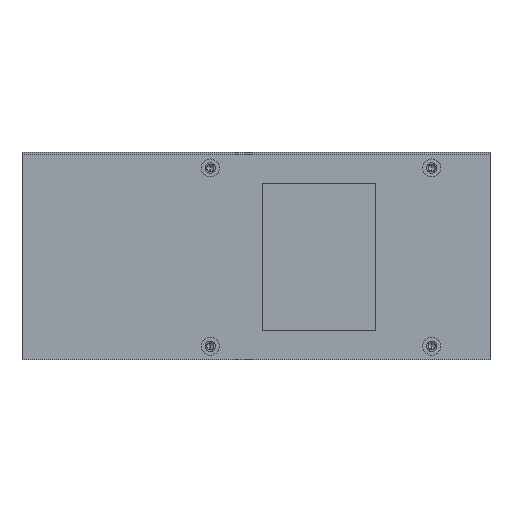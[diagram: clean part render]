
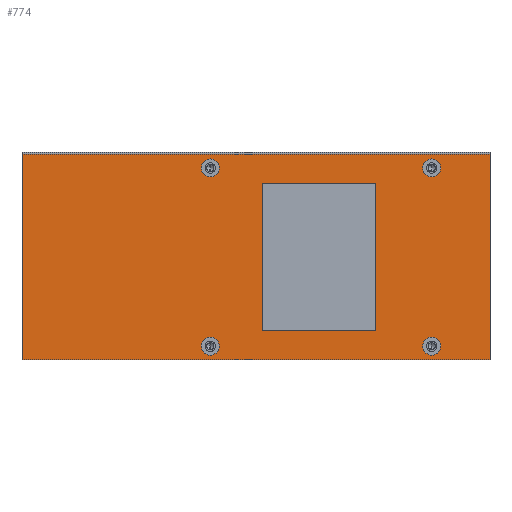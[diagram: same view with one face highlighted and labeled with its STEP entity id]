
A CAD part, front view. The second image highlights one B-rep face of the part: STEP entity #774.
In plain terms, the highlighted planar face has unit normal (0, -1, 0).
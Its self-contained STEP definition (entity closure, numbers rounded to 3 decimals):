
#48 = CIRCLE ( 'NONE', #1206, 2.5 ) ;
#69 = CARTESIAN_POINT ( 'NONE',  ( -12.7, 0., -24.75 ) ) ;
#81 = VERTEX_POINT ( 'NONE', #3656 ) ;
#212 = DIRECTION ( 'NONE',  ( 0., -1., 0. ) ) ;
#231 = DIRECTION ( 'NONE',  ( 0., -1., 0. ) ) ;
#290 = EDGE_LOOP ( 'NONE', ( #3978, #4017 ) ) ;
#323 = EDGE_CURVE ( 'NONE', #350, #3999, #1747, .T. ) ;
#326 = EDGE_LOOP ( 'NONE', ( #3438, #1861, #4782, #5672 ) ) ;
#350 = VERTEX_POINT ( 'NONE', #532 ) ;
#352 = CARTESIAN_POINT ( 'NONE',  ( 1.75, 0., -20.5 ) ) ;
#362 = ORIENTED_EDGE ( 'NONE', *, *, #1392, .F. ) ;
#366 = EDGE_LOOP ( 'NONE', ( #717, #1351, #362, #1687 ) ) ;
#408 = VECTOR ( 'NONE', #4997, 1000. ) ;
#491 = LINE ( 'NONE', #352, #2688 ) ;
#514 = CARTESIAN_POINT ( 'NONE',  ( 1.75, 0., 20.5 ) ) ;
#519 = DIRECTION ( 'NONE',  ( 0., 0., 1. ) ) ;
#532 = CARTESIAN_POINT ( 'NONE',  ( 48.8, 0., -22.25 ) ) ;
#581 = CARTESIAN_POINT ( 'NONE',  ( 65., 0., 28.5 ) ) ;
#717 = ORIENTED_EDGE ( 'NONE', *, *, #1423, .F. ) ;
#758 = EDGE_LOOP ( 'NONE', ( #3101, #5231 ) ) ;
#774 = ADVANCED_FACE ( 'NONE', ( #3338, #5564, #4648, #2143, #4365, #3194 ), #2644, .F. ) ;
#863 = CARTESIAN_POINT ( 'NONE',  ( -12.7, 0., -27.25 ) ) ;
#920 = ORIENTED_EDGE ( 'NONE', *, *, #5102, .F. ) ;
#1021 = CARTESIAN_POINT ( 'NONE',  ( -12.7, 0., 27.25 ) ) ;
#1023 = VERTEX_POINT ( 'NONE', #5600 ) ;
#1073 = DIRECTION ( 'NONE',  ( 0., -1., 0. ) ) ;
#1206 = AXIS2_PLACEMENT_3D ( 'NONE', #3712, #1073, #4168 ) ;
#1212 = AXIS2_PLACEMENT_3D ( 'NONE', #2197, #5305, #2645 ) ;
#1215 = CARTESIAN_POINT ( 'NONE',  ( 33.25, 0., 20.5 ) ) ;
#1312 = CARTESIAN_POINT ( 'NONE',  ( -12.7, 0., 24.75 ) ) ;
#1349 = EDGE_CURVE ( 'NONE', #1992, #4579, #4290, .T. ) ;
#1351 = ORIENTED_EDGE ( 'NONE', *, *, #5472, .F. ) ;
#1392 = EDGE_CURVE ( 'NONE', #3177, #2933, #5197, .T. ) ;
#1401 = EDGE_CURVE ( 'NONE', #1023, #3177, #491, .T. ) ;
#1423 = EDGE_CURVE ( 'NONE', #3428, #1023, #4912, .T. ) ;
#1484 = LINE ( 'NONE', #3600, #1631 ) ;
#1499 = CARTESIAN_POINT ( 'NONE',  ( 33.25, 0., -20.5 ) ) ;
#1516 = DIRECTION ( 'NONE',  ( 0., -1., 0. ) ) ;
#1579 = CARTESIAN_POINT ( 'NONE',  ( 48.8, 0., -27.25 ) ) ;
#1619 = VERTEX_POINT ( 'NONE', #5054 ) ;
#1631 = VECTOR ( 'NONE', #4492, 1000. ) ;
#1664 = VECTOR ( 'NONE', #3855, 1000. ) ;
#1679 = CARTESIAN_POINT ( 'NONE',  ( 1.75, 0., 20.5 ) ) ;
#1687 = ORIENTED_EDGE ( 'NONE', *, *, #1401, .F. ) ;
#1747 = CIRCLE ( 'NONE', #1212, 2.5 ) ;
#1758 = DIRECTION ( 'NONE',  ( 0., 0., 1. ) ) ;
#1795 = AXIS2_PLACEMENT_3D ( 'NONE', #2850, #212, #3290 ) ;
#1861 = ORIENTED_EDGE ( 'NONE', *, *, #1349, .F. ) ;
#1963 = CARTESIAN_POINT ( 'NONE',  ( 65., 0., -28.5 ) ) ;
#1964 = ORIENTED_EDGE ( 'NONE', *, *, #1984, .F. ) ;
#1970 = CARTESIAN_POINT ( 'NONE',  ( -12.7, 0., 22.25 ) ) ;
#1984 = EDGE_CURVE ( 'NONE', #81, #4487, #48, .T. ) ;
#1992 = VERTEX_POINT ( 'NONE', #1963 ) ;
#1993 = EDGE_CURVE ( 'NONE', #2336, #2434, #3434, .T. ) ;
#2143 = FACE_BOUND ( 'NONE', #758, .T. ) ;
#2178 = CARTESIAN_POINT ( 'NONE',  ( -12.7, 0., -22.25 ) ) ;
#2197 = CARTESIAN_POINT ( 'NONE',  ( 48.8, 0., -24.75 ) ) ;
#2209 = DIRECTION ( 'NONE',  ( 0., 1., 0. ) ) ;
#2336 = VERTEX_POINT ( 'NONE', #1021 ) ;
#2394 = CARTESIAN_POINT ( 'NONE',  ( 48.8, 0., -24.75 ) ) ;
#2416 = CIRCLE ( 'NONE', #4481, 2.5 ) ;
#2434 = VERTEX_POINT ( 'NONE', #1970 ) ;
#2552 = VECTOR ( 'NONE', #3014, 1000. ) ;
#2644 = PLANE ( 'NONE',  #4051 ) ;
#2645 = DIRECTION ( 'NONE',  ( 0., 0., 1. ) ) ;
#2662 = CARTESIAN_POINT ( 'NONE',  ( 1.75, 0., 20.5 ) ) ;
#2688 = VECTOR ( 'NONE', #5644, 1000. ) ;
#2692 = EDGE_LOOP ( 'NONE', ( #5470, #920 ) ) ;
#2738 = LINE ( 'NONE', #581, #408 ) ;
#2825 = EDGE_CURVE ( 'NONE', #4487, #81, #3456, .T. ) ;
#2826 = EDGE_CURVE ( 'NONE', #3999, #350, #3590, .T. ) ;
#2846 = DIRECTION ( 'NONE',  ( 0., 0., 1. ) ) ;
#2850 = CARTESIAN_POINT ( 'NONE',  ( -12.7, 0., 24.75 ) ) ;
#2864 = CARTESIAN_POINT ( 'NONE',  ( -12.7, 0., -24.75 ) ) ;
#2865 = EDGE_CURVE ( 'NONE', #5393, #5113, #2416, .T. ) ;
#2933 = VERTEX_POINT ( 'NONE', #3351 ) ;
#2957 = CARTESIAN_POINT ( 'NONE',  ( 65., 0., -28.5 ) ) ;
#2965 = LINE ( 'NONE', #4093, #3997 ) ;
#2981 = VERTEX_POINT ( 'NONE', #5336 ) ;
#3014 = DIRECTION ( 'NONE',  ( 0., 0., -1. ) ) ;
#3029 = AXIS2_PLACEMENT_3D ( 'NONE', #69, #3155, #519 ) ;
#3101 = ORIENTED_EDGE ( 'NONE', *, *, #2865, .F. ) ;
#3155 = DIRECTION ( 'NONE',  ( 0., -1., 0. ) ) ;
#3177 = VERTEX_POINT ( 'NONE', #1499 ) ;
#3194 = FACE_BOUND ( 'NONE', #366, .T. ) ;
#3205 = DIRECTION ( 'NONE',  ( 0., 0., -1. ) ) ;
#3290 = DIRECTION ( 'NONE',  ( 0., 0., 1. ) ) ;
#3296 = LINE ( 'NONE', #2662, #5521 ) ;
#3306 = DIRECTION ( 'NONE',  ( 0., 0., 1. ) ) ;
#3338 = FACE_BOUND ( 'NONE', #290, .T. ) ;
#3351 = CARTESIAN_POINT ( 'NONE',  ( 33.25, 0., 20.5 ) ) ;
#3428 = VERTEX_POINT ( 'NONE', #514 ) ;
#3434 = CIRCLE ( 'NONE', #1795, 2.5 ) ;
#3438 = ORIENTED_EDGE ( 'NONE', *, *, #5142, .F. ) ;
#3456 = CIRCLE ( 'NONE', #5727, 2.5 ) ;
#3530 = EDGE_CURVE ( 'NONE', #2981, #1992, #2965, .T. ) ;
#3590 = CIRCLE ( 'NONE', #4522, 2.5 ) ;
#3600 = CARTESIAN_POINT ( 'NONE',  ( -65., 0., 28.5 ) ) ;
#3656 = CARTESIAN_POINT ( 'NONE',  ( 48.8, 0., 27.25 ) ) ;
#3712 = CARTESIAN_POINT ( 'NONE',  ( 48.8, 0., 24.75 ) ) ;
#3855 = DIRECTION ( 'NONE',  ( 0., 0., 1. ) ) ;
#3978 = ORIENTED_EDGE ( 'NONE', *, *, #323, .F. ) ;
#3980 = CARTESIAN_POINT ( 'NONE',  ( 0., 0., 0. ) ) ;
#3997 = VECTOR ( 'NONE', #3205, 1000. ) ;
#3999 = VERTEX_POINT ( 'NONE', #1579 ) ;
#4017 = ORIENTED_EDGE ( 'NONE', *, *, #2826, .F. ) ;
#4051 = AXIS2_PLACEMENT_3D ( 'NONE', #3980, #2209, #5324 ) ;
#4052 = CIRCLE ( 'NONE', #3029, 2.5 ) ;
#4093 = CARTESIAN_POINT ( 'NONE',  ( 65., 0., 28.5 ) ) ;
#4149 = VECTOR ( 'NONE', #4287, 1000. ) ;
#4164 = CARTESIAN_POINT ( 'NONE',  ( 48.8, 0., 24.75 ) ) ;
#4168 = DIRECTION ( 'NONE',  ( 0., 0., 1. ) ) ;
#4192 = EDGE_LOOP ( 'NONE', ( #1964, #5220 ) ) ;
#4255 = CIRCLE ( 'NONE', #4722, 2.5 ) ;
#4287 = DIRECTION ( 'NONE',  ( -1., 0., 0. ) ) ;
#4290 = LINE ( 'NONE', #2957, #4149 ) ;
#4365 = FACE_OUTER_BOUND ( 'NONE', #326, .T. ) ;
#4393 = DIRECTION ( 'NONE',  ( 0., -1., 0. ) ) ;
#4481 = AXIS2_PLACEMENT_3D ( 'NONE', #2864, #231, #3306 ) ;
#4487 = VERTEX_POINT ( 'NONE', #4632 ) ;
#4492 = DIRECTION ( 'NONE',  ( 0., 0., 1. ) ) ;
#4522 = AXIS2_PLACEMENT_3D ( 'NONE', #2394, #5503, #2846 ) ;
#4579 = VERTEX_POINT ( 'NONE', #5592 ) ;
#4597 = DIRECTION ( 'NONE',  ( 0., 0., 1. ) ) ;
#4632 = CARTESIAN_POINT ( 'NONE',  ( 48.8, 0., 22.25 ) ) ;
#4648 = FACE_BOUND ( 'NONE', #2692, .T. ) ;
#4722 = AXIS2_PLACEMENT_3D ( 'NONE', #1312, #4393, #1758 ) ;
#4782 = ORIENTED_EDGE ( 'NONE', *, *, #3530, .F. ) ;
#4912 = LINE ( 'NONE', #1679, #2552 ) ;
#4997 = DIRECTION ( 'NONE',  ( 1., 0., 0. ) ) ;
#5054 = CARTESIAN_POINT ( 'NONE',  ( -65., 0., 28.5 ) ) ;
#5102 = EDGE_CURVE ( 'NONE', #2434, #2336, #4255, .T. ) ;
#5113 = VERTEX_POINT ( 'NONE', #863 ) ;
#5142 = EDGE_CURVE ( 'NONE', #4579, #1619, #1484, .T. ) ;
#5197 = LINE ( 'NONE', #1215, #1664 ) ;
#5213 = EDGE_CURVE ( 'NONE', #1619, #2981, #2738, .T. ) ;
#5220 = ORIENTED_EDGE ( 'NONE', *, *, #2825, .F. ) ;
#5231 = ORIENTED_EDGE ( 'NONE', *, *, #5546, .F. ) ;
#5305 = DIRECTION ( 'NONE',  ( 0., -1., 0. ) ) ;
#5324 = DIRECTION ( 'NONE',  ( 0., 0., 1. ) ) ;
#5331 = DIRECTION ( 'NONE',  ( -1., 0., 0. ) ) ;
#5336 = CARTESIAN_POINT ( 'NONE',  ( 65., 0., 28.5 ) ) ;
#5393 = VERTEX_POINT ( 'NONE', #2178 ) ;
#5470 = ORIENTED_EDGE ( 'NONE', *, *, #1993, .F. ) ;
#5472 = EDGE_CURVE ( 'NONE', #2933, #3428, #3296, .T. ) ;
#5503 = DIRECTION ( 'NONE',  ( 0., -1., 0. ) ) ;
#5521 = VECTOR ( 'NONE', #5331, 1000. ) ;
#5546 = EDGE_CURVE ( 'NONE', #5113, #5393, #4052, .T. ) ;
#5564 = FACE_BOUND ( 'NONE', #4192, .T. ) ;
#5592 = CARTESIAN_POINT ( 'NONE',  ( -65., 0., -28.5 ) ) ;
#5600 = CARTESIAN_POINT ( 'NONE',  ( 1.75, 0., -20.5 ) ) ;
#5644 = DIRECTION ( 'NONE',  ( 1., 0., 0. ) ) ;
#5672 = ORIENTED_EDGE ( 'NONE', *, *, #5213, .F. ) ;
#5727 = AXIS2_PLACEMENT_3D ( 'NONE', #4164, #1516, #4597 ) ;
